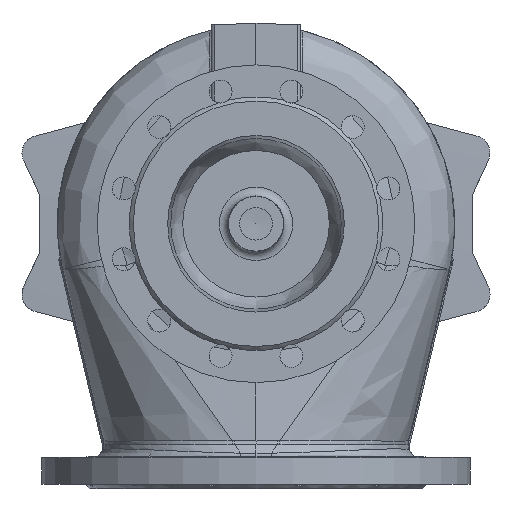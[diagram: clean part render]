
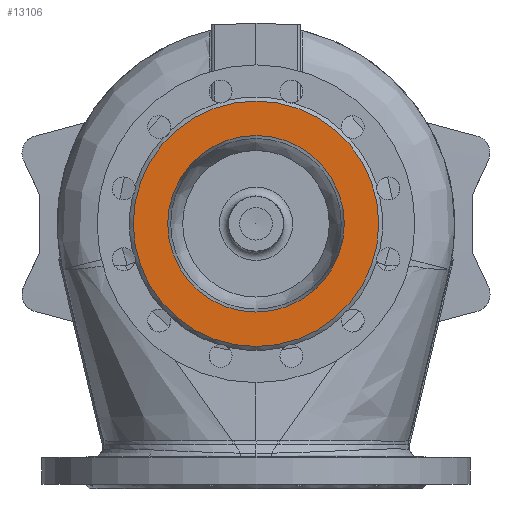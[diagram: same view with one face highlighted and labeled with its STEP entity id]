
A CAD part, front view. The second image highlights one B-rep face of the part: STEP entity #13106.
In plain terms, the highlighted planar face has unit normal (0, -1, 0).
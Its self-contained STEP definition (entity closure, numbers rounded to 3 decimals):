
#209=FACE_BOUND('',#1949,.T.);
#363=PLANE('',#14037);
#1119=FACE_OUTER_BOUND('',#1948,.T.);
#1948=EDGE_LOOP('',(#9628));
#1949=EDGE_LOOP('',(#9629));
#4721=CIRCLE('',#14036,100.);
#4722=CIRCLE('',#14038,139.);
#5601=VERTEX_POINT('',#49626);
#5602=VERTEX_POINT('',#49630);
#7111=EDGE_CURVE('',#5601,#5601,#4721,.T.);
#7113=EDGE_CURVE('',#5602,#5602,#4722,.T.);
#9628=ORIENTED_EDGE('',*,*,#7113,.F.);
#9629=ORIENTED_EDGE('',*,*,#7111,.F.);
#13106=ADVANCED_FACE('',(#1119,#209),#363,.F.);
#14036=AXIS2_PLACEMENT_3D('',#49627,#15640,#15641);
#14037=AXIS2_PLACEMENT_3D('',#49629,#15643,#15644);
#14038=AXIS2_PLACEMENT_3D('',#49631,#15645,#15646);
#15640=DIRECTION('center_axis',(0.,-1.,0.));
#15641=DIRECTION('ref_axis',(0.,0.,-1.));
#15643=DIRECTION('center_axis',(0.,1.,0.));
#15644=DIRECTION('ref_axis',(0.,0.,-1.));
#15645=DIRECTION('center_axis',(0.,1.,0.));
#15646=DIRECTION('ref_axis',(0.,0.,-1.));
#49626=CARTESIAN_POINT('',(0.,-290.,100.));
#49627=CARTESIAN_POINT('Origin',(0.,-290.,0.));
#49629=CARTESIAN_POINT('Origin',(0.,-290.,0.));
#49630=CARTESIAN_POINT('',(0.,-290.,139.));
#49631=CARTESIAN_POINT('Origin',(0.,-290.,0.));
